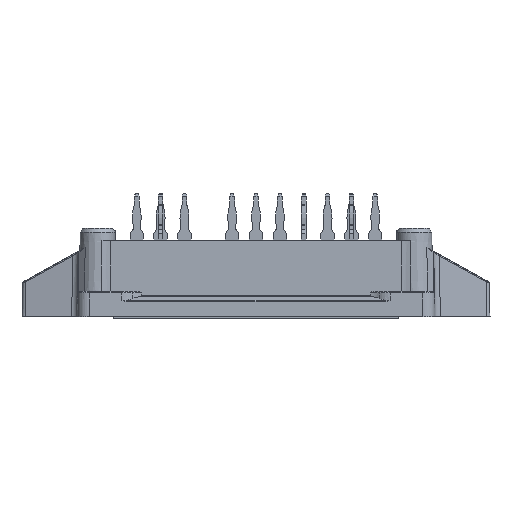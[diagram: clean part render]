
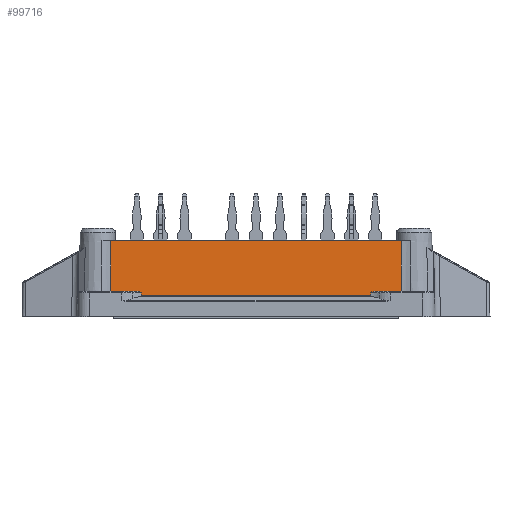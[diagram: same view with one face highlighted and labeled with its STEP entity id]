
A CAD part, front view. The second image highlights one B-rep face of the part: STEP entity #99716.
In plain terms, the highlighted planar face has unit normal (0, -1, 0.018).
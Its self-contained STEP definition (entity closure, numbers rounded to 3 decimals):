
#1813=PLANE('',#104926);
#7422=LINE('',#135495,#14470);
#7862=LINE('',#138110,#14910);
#7863=LINE('',#138126,#14911);
#7864=LINE('',#138137,#14912);
#14470=VECTOR('',#112908,1000.);
#14910=VECTOR('',#114366,1000.);
#14911=VECTOR('',#114367,1000.);
#14912=VECTOR('',#114368,1000.);
#23118=ORIENTED_EDGE('',*,*,#44297,.F.);
#23119=ORIENTED_EDGE('',*,*,#44298,.T.);
#23120=ORIENTED_EDGE('',*,*,#44299,.F.);
#23121=ORIENTED_EDGE('',*,*,#44300,.T.);
#23122=ORIENTED_EDGE('',*,*,#44301,.T.);
#23123=ORIENTED_EDGE('',*,*,#44302,.T.);
#23124=ORIENTED_EDGE('',*,*,#43313,.F.);
#23125=ORIENTED_EDGE('',*,*,#44303,.T.);
#23126=ORIENTED_EDGE('',*,*,#44304,.F.);
#23127=ORIENTED_EDGE('',*,*,#44305,.T.);
#43313=EDGE_CURVE('',#53945,#53946,#7422,.T.);
#44297=EDGE_CURVE('',#54848,#54849,#59656,.T.);
#44298=EDGE_CURVE('',#54848,#54850,#7862,.T.);
#44299=EDGE_CURVE('',#54851,#54850,#59657,.T.);
#44300=EDGE_CURVE('',#54851,#54852,#59658,.T.);
#44301=EDGE_CURVE('',#54852,#54853,#7863,.T.);
#44302=EDGE_CURVE('',#54853,#53946,#59659,.T.);
#44303=EDGE_CURVE('',#53945,#54854,#59660,.T.);
#44304=EDGE_CURVE('',#54855,#54854,#7864,.T.);
#44305=EDGE_CURVE('',#54855,#54849,#59661,.T.);
#53945=VERTEX_POINT('',#135494);
#53946=VERTEX_POINT('',#135496);
#54848=VERTEX_POINT('',#138108);
#54849=VERTEX_POINT('',#138109);
#54850=VERTEX_POINT('',#138111);
#54851=VERTEX_POINT('',#138116);
#54852=VERTEX_POINT('',#138125);
#54853=VERTEX_POINT('',#138127);
#54854=VERTEX_POINT('',#138136);
#54855=VERTEX_POINT('',#138138);
#59656=B_SPLINE_CURVE_WITH_KNOTS('',3,(#138104,#138105,#138106,#138107),
 .UNSPECIFIED.,.F.,.F.,(4,4),(0.001,0.001),
 .UNSPECIFIED.);
#59657=B_SPLINE_CURVE_WITH_KNOTS('',3,(#138112,#138113,#138114,#138115),
 .UNSPECIFIED.,.F.,.F.,(4,4),(0.,0.001),
 .UNSPECIFIED.);
#59658=B_SPLINE_CURVE_WITH_KNOTS('',3,(#138117,#138118,#138119,#138120,
#138121,#138122,#138123,#138124),.UNSPECIFIED.,.F.,.F.,(4,1,1,1,1,4),(0.,
0.,0.,0.,0.001,
0.001),.UNSPECIFIED.);
#59659=B_SPLINE_CURVE_WITH_KNOTS('',3,(#138128,#138129,#138130,#138131),
 .UNSPECIFIED.,.F.,.F.,(4,4),(0.,0.007),.UNSPECIFIED.);
#59660=B_SPLINE_CURVE_WITH_KNOTS('',3,(#138132,#138133,#138134,#138135),
 .UNSPECIFIED.,.F.,.F.,(4,4),(0.,0.007),
 .UNSPECIFIED.);
#59661=B_SPLINE_CURVE_WITH_KNOTS('',3,(#138139,#138140,#138141,#138142,
#138143,#138144,#138145),.UNSPECIFIED.,.F.,.F.,(4,1,1,1,4),(0.,0.,
0.001,0.001,0.001),
 .UNSPECIFIED.);
#60085=EDGE_LOOP('',(#23118,#23119,#23120,#23121,#23122,#23123,#23124,#23125,
#23126,#23127));
#64625=FACE_BOUND('',#60085,.T.);
#99716=ADVANCED_FACE('',(#64625),#1813,.T.);
#104926=AXIS2_PLACEMENT_3D('',#138103,#114364,#114365);
#112908=DIRECTION('',(1.,0.,0.));
#114364=DIRECTION('',(0.,-1.,0.017));
#114365=DIRECTION('',(0.,-0.017,-1.));
#114366=DIRECTION('',(1.,0.,0.));
#114367=DIRECTION('',(1.,0.,0.));
#114368=DIRECTION('',(-1.,0.,0.));
#135494=CARTESIAN_POINT('',(-19.525,-27.653,10.2));
#135495=CARTESIAN_POINT('',(-26.5,-27.653,10.2));
#135496=CARTESIAN_POINT('',(19.525,-27.653,10.2));
#138103=CARTESIAN_POINT('',(-26.5,-27.78,2.9));
#138104=CARTESIAN_POINT('',(-15.378,-27.781,2.822));
#138105=CARTESIAN_POINT('',(-15.379,-27.779,2.949));
#138106=CARTESIAN_POINT('',(-15.379,-27.777,3.076));
#138107=CARTESIAN_POINT('',(-15.379,-27.775,3.203));
#138108=CARTESIAN_POINT('',(-15.378,-27.781,2.822));
#138109=CARTESIAN_POINT('',(-15.379,-27.775,3.203));
#138110=CARTESIAN_POINT('',(-26.5,-27.781,2.822));
#138111=CARTESIAN_POINT('',(15.378,-27.781,2.822));
#138112=CARTESIAN_POINT('',(15.379,-27.775,3.203));
#138113=CARTESIAN_POINT('',(15.379,-27.777,3.076));
#138114=CARTESIAN_POINT('',(15.379,-27.779,2.949));
#138115=CARTESIAN_POINT('',(15.378,-27.781,2.822));
#138116=CARTESIAN_POINT('',(15.379,-27.775,3.203));
#138117=CARTESIAN_POINT('',(15.379,-27.775,3.203));
#138118=CARTESIAN_POINT('',(15.379,-27.774,3.235));
#138119=CARTESIAN_POINT('',(15.441,-27.773,3.274));
#138120=CARTESIAN_POINT('',(15.55,-27.773,3.32));
#138121=CARTESIAN_POINT('',(15.702,-27.772,3.361));
#138122=CARTESIAN_POINT('',(15.882,-27.771,3.392));
#138123=CARTESIAN_POINT('',(16.005,-27.771,3.4));
#138124=CARTESIAN_POINT('',(16.067,-27.771,3.4));
#138125=CARTESIAN_POINT('',(16.067,-27.771,3.4));
#138126=CARTESIAN_POINT('',(-26.5,-27.771,3.4));
#138127=CARTESIAN_POINT('',(19.511,-27.771,3.4));
#138128=CARTESIAN_POINT('',(19.511,-27.771,3.4));
#138129=CARTESIAN_POINT('',(19.516,-27.732,5.667));
#138130=CARTESIAN_POINT('',(19.521,-27.692,7.933));
#138131=CARTESIAN_POINT('',(19.525,-27.653,10.2));
#138132=CARTESIAN_POINT('',(-19.525,-27.653,10.2));
#138133=CARTESIAN_POINT('',(-19.521,-27.692,7.933));
#138134=CARTESIAN_POINT('',(-19.516,-27.732,5.667));
#138135=CARTESIAN_POINT('',(-19.511,-27.771,3.4));
#138136=CARTESIAN_POINT('',(-19.511,-27.771,3.4));
#138137=CARTESIAN_POINT('',(-26.5,-27.771,3.4));
#138138=CARTESIAN_POINT('',(-16.067,-27.771,3.4));
#138139=CARTESIAN_POINT('',(-16.067,-27.771,3.4));
#138140=CARTESIAN_POINT('',(-15.944,-27.771,3.4));
#138141=CARTESIAN_POINT('',(-15.762,-27.772,3.377));
#138142=CARTESIAN_POINT('',(-15.549,-27.773,3.32));
#138143=CARTESIAN_POINT('',(-15.44,-27.773,3.273));
#138144=CARTESIAN_POINT('',(-15.379,-27.774,3.235));
#138145=CARTESIAN_POINT('',(-15.379,-27.775,3.203));
